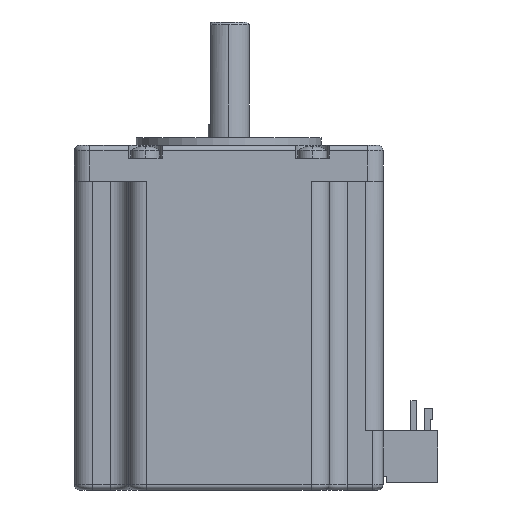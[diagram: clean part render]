
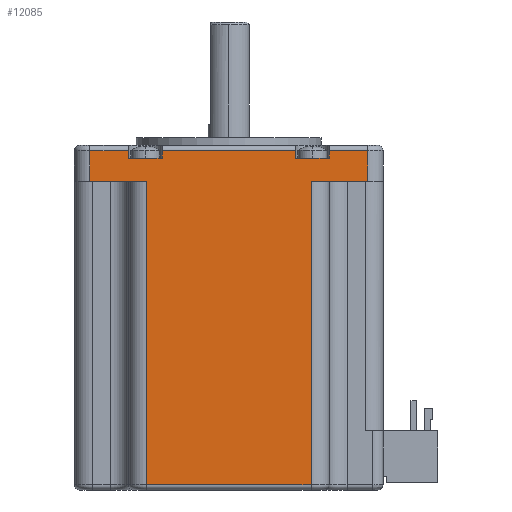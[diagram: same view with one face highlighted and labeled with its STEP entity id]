
A CAD part, left-side view. The second image highlights one B-rep face of the part: STEP entity #12085.
In plain terms, the highlighted planar face has unit normal (-1, 0, 0).
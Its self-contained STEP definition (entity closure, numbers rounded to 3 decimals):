
#69=DIRECTION('',(0.,0.,-1.));
#70=VECTOR('',#69,59.);
#71=CARTESIAN_POINT('',(-30.,16.,81.));
#72=LINE('',#71,#70);
#77=DIRECTION('',(0.,1.,0.));
#78=VECTOR('',#77,11.);
#79=CARTESIAN_POINT('',(-30.,16.,81.));
#80=LINE('',#79,#78);
#81=DIRECTION('',(0.,-1.,0.));
#82=VECTOR('',#81,6.6);
#83=CARTESIAN_POINT('',(-30.,19.55,85.5));
#84=LINE('',#83,#82);
#85=DIRECTION('',(0.,0.,1.));
#86=VECTOR('',#85,1.5);
#87=CARTESIAN_POINT('',(-30.,12.95,85.5));
#88=LINE('',#87,#86);
#89=DIRECTION('',(0.,0.,1.));
#90=VECTOR('',#89,1.5);
#91=CARTESIAN_POINT('',(-30.,-19.55,85.5));
#92=LINE('',#91,#90);
#93=DIRECTION('',(0.,1.,0.));
#94=VECTOR('',#93,11.);
#95=CARTESIAN_POINT('',(-30.,-27.,81.));
#96=LINE('',#95,#94);
#101=DIRECTION('',(0.,0.,1.));
#102=VECTOR('',#101,59.);
#103=CARTESIAN_POINT('',(-30.,-16.,22.));
#104=LINE('',#103,#102);
#491=DIRECTION('',(0.,-1.,0.));
#492=VECTOR('',#491,32.);
#493=CARTESIAN_POINT('',(-30.,16.,22.));
#494=LINE('',#493,#492);
#7298=DIRECTION('',(0.,1.,0.));
#7299=VECTOR('',#7298,7.45);
#7300=CARTESIAN_POINT('',(-30.,19.55,87.));
#7301=LINE('',#7300,#7299);
#7311=DIRECTION('',(0.,0.,1.));
#7312=VECTOR('',#7311,1.5);
#7313=CARTESIAN_POINT('',(-30.,19.55,85.5));
#7314=LINE('',#7313,#7312);
#7355=DIRECTION('',(0.,1.,0.));
#7356=VECTOR('',#7355,25.9);
#7357=CARTESIAN_POINT('',(-30.,-12.95,87.));
#7358=LINE('',#7357,#7356);
#7372=DIRECTION('',(0.,0.,1.));
#7373=VECTOR('',#7372,1.5);
#7374=CARTESIAN_POINT('',(-30.,-12.95,85.5));
#7375=LINE('',#7374,#7373);
#7389=DIRECTION('',(0.,1.,0.));
#7390=VECTOR('',#7389,6.6);
#7391=CARTESIAN_POINT('',(-30.,-19.55,85.5));
#7392=LINE('',#7391,#7390);
#7420=DIRECTION('',(0.,1.,0.));
#7421=VECTOR('',#7420,7.45);
#7422=CARTESIAN_POINT('',(-30.,-27.,87.));
#7423=LINE('',#7422,#7421);
#7451=DIRECTION('',(0.,0.,1.));
#7452=VECTOR('',#7451,6.);
#7453=CARTESIAN_POINT('',(-30.,-27.,81.));
#7454=LINE('',#7453,#7452);
#7860=DIRECTION('',(0.,0.,-1.));
#7861=VECTOR('',#7860,6.);
#7862=CARTESIAN_POINT('',(-30.,27.,87.));
#7863=LINE('',#7862,#7861);
#8723=CARTESIAN_POINT('',(-30.,16.,81.));
#8724=CARTESIAN_POINT('',(-30.,16.,22.));
#8725=VERTEX_POINT('',#8723);
#8726=VERTEX_POINT('',#8724);
#8727=CARTESIAN_POINT('',(-30.,-16.,22.));
#8728=CARTESIAN_POINT('',(-30.,-16.,81.));
#8729=VERTEX_POINT('',#8727);
#8730=VERTEX_POINT('',#8728);
#8731=CARTESIAN_POINT('',(-30.,27.,81.));
#8732=VERTEX_POINT('',#8731);
#8733=CARTESIAN_POINT('',(-30.,27.,87.));
#8734=VERTEX_POINT('',#8733);
#8735=CARTESIAN_POINT('',(-30.,19.55,87.));
#8736=VERTEX_POINT('',#8735);
#8737=CARTESIAN_POINT('',(-30.,19.55,85.5));
#8738=VERTEX_POINT('',#8737);
#8739=CARTESIAN_POINT('',(-30.,12.95,85.5));
#8740=VERTEX_POINT('',#8739);
#8741=CARTESIAN_POINT('',(-30.,12.95,87.));
#8742=VERTEX_POINT('',#8741);
#8743=CARTESIAN_POINT('',(-30.,-12.95,87.));
#8744=VERTEX_POINT('',#8743);
#8745=CARTESIAN_POINT('',(-30.,-12.95,85.5));
#8746=VERTEX_POINT('',#8745);
#8747=CARTESIAN_POINT('',(-30.,-19.55,85.5));
#8748=VERTEX_POINT('',#8747);
#8749=CARTESIAN_POINT('',(-30.,-19.55,87.));
#8750=VERTEX_POINT('',#8749);
#8751=CARTESIAN_POINT('',(-30.,-27.,87.));
#8752=VERTEX_POINT('',#8751);
#8753=CARTESIAN_POINT('',(-30.,-27.,81.));
#8754=VERTEX_POINT('',#8753);
#12047=CARTESIAN_POINT('',(-30.,30.,0.));
#12048=DIRECTION('',(-1.,0.,0.));
#12049=DIRECTION('',(0.,-1.,0.));
#12050=AXIS2_PLACEMENT_3D('',#12047,#12048,#12049);
#12051=PLANE('',#12050);
#12053=ORIENTED_EDGE('',*,*,#12052,.F.);
#12055=ORIENTED_EDGE('',*,*,#12054,.F.);
#12056=ORIENTED_EDGE('',*,*,#12037,.F.);
#12058=ORIENTED_EDGE('',*,*,#12057,.T.);
#12060=ORIENTED_EDGE('',*,*,#12059,.F.);
#12062=ORIENTED_EDGE('',*,*,#12061,.F.);
#12064=ORIENTED_EDGE('',*,*,#12063,.F.);
#12066=ORIENTED_EDGE('',*,*,#12065,.T.);
#12068=ORIENTED_EDGE('',*,*,#12067,.T.);
#12070=ORIENTED_EDGE('',*,*,#12069,.F.);
#12072=ORIENTED_EDGE('',*,*,#12071,.F.);
#12074=ORIENTED_EDGE('',*,*,#12073,.F.);
#12076=ORIENTED_EDGE('',*,*,#12075,.T.);
#12078=ORIENTED_EDGE('',*,*,#12077,.F.);
#12080=ORIENTED_EDGE('',*,*,#12079,.F.);
#12082=ORIENTED_EDGE('',*,*,#12081,.T.);
#12083=EDGE_LOOP('',(#12053,#12055,#12056,#12058,#12060,#12062,#12064,#12066,
#12068,#12070,#12072,#12074,#12076,#12078,#12080,#12082));
#12084=FACE_OUTER_BOUND('',#12083,.F.);
#12085=ADVANCED_FACE('',(#12084),#12051,.T.);
#12037=EDGE_CURVE('',#8725,#8726,#72,.T.);
#12052=EDGE_CURVE('',#8729,#8730,#104,.T.);
#12054=EDGE_CURVE('',#8726,#8729,#494,.T.);
#12057=EDGE_CURVE('',#8725,#8732,#80,.T.);
#12059=EDGE_CURVE('',#8734,#8732,#7863,.T.);
#12061=EDGE_CURVE('',#8736,#8734,#7301,.T.);
#12063=EDGE_CURVE('',#8738,#8736,#7314,.T.);
#12065=EDGE_CURVE('',#8738,#8740,#84,.T.);
#12067=EDGE_CURVE('',#8740,#8742,#88,.T.);
#12069=EDGE_CURVE('',#8744,#8742,#7358,.T.);
#12071=EDGE_CURVE('',#8746,#8744,#7375,.T.);
#12073=EDGE_CURVE('',#8748,#8746,#7392,.T.);
#12075=EDGE_CURVE('',#8748,#8750,#92,.T.);
#12077=EDGE_CURVE('',#8752,#8750,#7423,.T.);
#12079=EDGE_CURVE('',#8754,#8752,#7454,.T.);
#12081=EDGE_CURVE('',#8754,#8730,#96,.T.);
